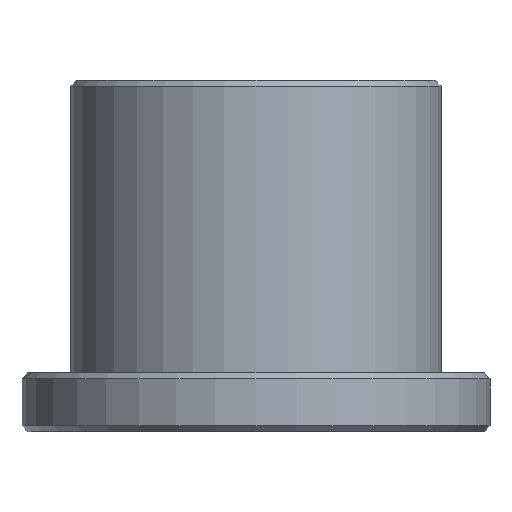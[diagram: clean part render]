
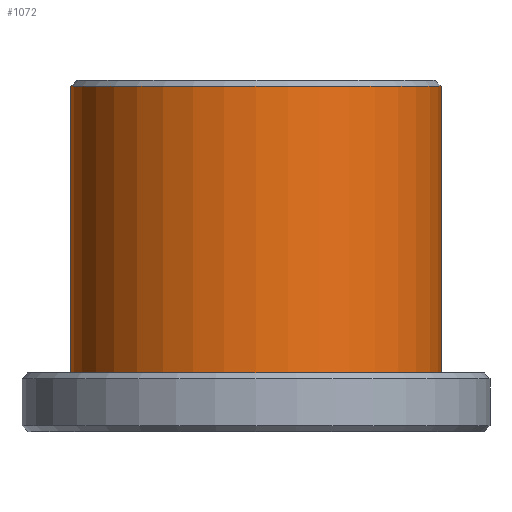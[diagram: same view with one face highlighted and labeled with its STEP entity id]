
A CAD part, front view. The second image highlights one B-rep face of the part: STEP entity #1072.
In plain terms, the highlighted cylindrical face has radius 9.5 mm (diameter 19 mm), a partial arc.
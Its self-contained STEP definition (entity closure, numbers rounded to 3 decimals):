
#35 = DIRECTION ( 'NONE',  ( -1., 0., 0. ) ) ;
#57 = EDGE_CURVE ( 'NONE', #845, #691, #67, .T. ) ;
#58 = ORIENTED_EDGE ( 'NONE', *, *, #571, .T. ) ;
#67 = LINE ( 'NONE', #1019, #659 ) ;
#99 = CIRCLE ( 'NONE', #693, 9.5 ) ;
#256 = CARTESIAN_POINT ( 'NONE',  ( 0., 0., 17.7 ) ) ;
#279 = CARTESIAN_POINT ( 'NONE',  ( -9.5, 0., 3. ) ) ;
#303 = EDGE_CURVE ( 'NONE', #336, #691, #305, .T. ) ;
#305 = CIRCLE ( 'NONE', #383, 9.5 ) ;
#314 = ORIENTED_EDGE ( 'NONE', *, *, #57, .T. ) ;
#336 = VERTEX_POINT ( 'NONE', #1076 ) ;
#362 = DIRECTION ( 'NONE',  ( 1., 0., 0. ) ) ;
#383 = AXIS2_PLACEMENT_3D ( 'NONE', #973, #1142, #35 ) ;
#404 = ORIENTED_EDGE ( 'NONE', *, *, #303, .F. ) ;
#469 = DIRECTION ( 'NONE',  ( 0., 0., -1. ) ) ;
#473 = CARTESIAN_POINT ( 'NONE',  ( 0., 0., 18. ) ) ;
#504 = FACE_OUTER_BOUND ( 'NONE', #751, .T. ) ;
#565 = AXIS2_PLACEMENT_3D ( 'NONE', #473, #588, #1371 ) ;
#571 = EDGE_CURVE ( 'NONE', #717, #845, #99, .T. ) ;
#588 = DIRECTION ( 'NONE',  ( 0., 0., -1. ) ) ;
#624 = CARTESIAN_POINT ( 'NONE',  ( 9.5, 0., 17.7 ) ) ;
#659 = VECTOR ( 'NONE', #1034, 1000. ) ;
#691 = VERTEX_POINT ( 'NONE', #279 ) ;
#693 = AXIS2_PLACEMENT_3D ( 'NONE', #256, #1043, #362 ) ;
#717 = VERTEX_POINT ( 'NONE', #624 ) ;
#751 = EDGE_LOOP ( 'NONE', ( #767, #58, #314, #404 ) ) ;
#767 = ORIENTED_EDGE ( 'NONE', *, *, #1071, .F. ) ;
#845 = VERTEX_POINT ( 'NONE', #1325 ) ;
#973 = CARTESIAN_POINT ( 'NONE',  ( 0., 0., 3. ) ) ;
#1019 = CARTESIAN_POINT ( 'NONE',  ( -9.5, 0., 18. ) ) ;
#1034 = DIRECTION ( 'NONE',  ( 0., 0., -1. ) ) ;
#1043 = DIRECTION ( 'NONE',  ( 0., 0., -1. ) ) ;
#1071 = EDGE_CURVE ( 'NONE', #717, #336, #1211, .T. ) ;
#1072 = ADVANCED_FACE ( 'NONE', ( #504 ), #1359, .T. ) ;
#1076 = CARTESIAN_POINT ( 'NONE',  ( 9.5, 0., 3. ) ) ;
#1109 = VECTOR ( 'NONE', #469, 1000. ) ;
#1142 = DIRECTION ( 'NONE',  ( 0., 0., -1. ) ) ;
#1211 = LINE ( 'NONE', #1261, #1109 ) ;
#1261 = CARTESIAN_POINT ( 'NONE',  ( 9.5, 0., 18. ) ) ;
#1325 = CARTESIAN_POINT ( 'NONE',  ( -9.5, 0., 17.7 ) ) ;
#1359 = CYLINDRICAL_SURFACE ( 'NONE', #565, 9.5 ) ;
#1371 = DIRECTION ( 'NONE',  ( -1., 0., 0. ) ) ;
